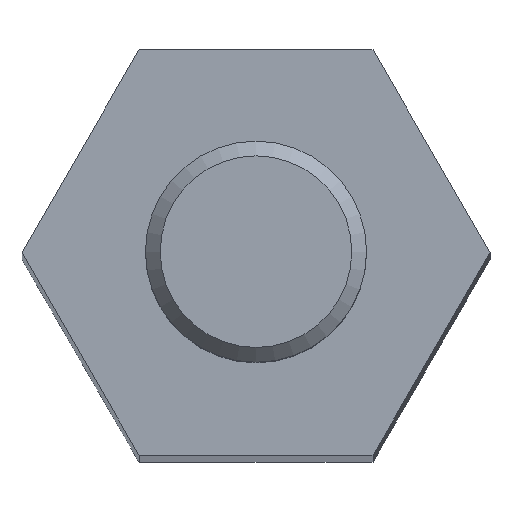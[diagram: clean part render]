
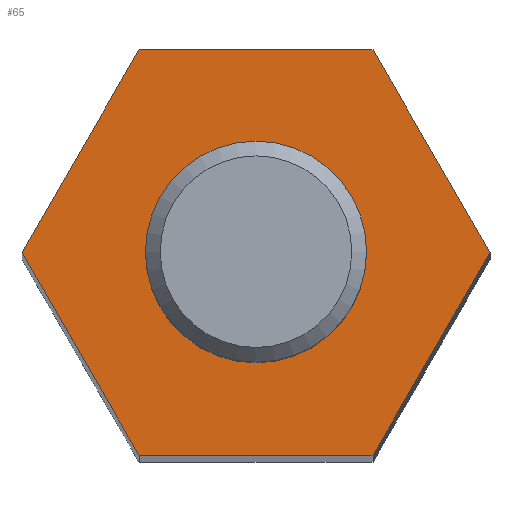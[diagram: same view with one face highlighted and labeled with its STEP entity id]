
A CAD part, top view. The second image highlights one B-rep face of the part: STEP entity #65.
In plain terms, the highlighted planar face has unit normal (0, 0, 1).
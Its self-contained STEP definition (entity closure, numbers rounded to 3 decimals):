
#65 = ADVANCED_FACE( '', ( #144, #145 ), #146, .T. );
#144 = FACE_BOUND( '', #238, .T. );
#145 = FACE_OUTER_BOUND( '', #239, .T. );
#146 = PLANE( '', #240 );
#238 = EDGE_LOOP( '', ( #359 ) );
#239 = EDGE_LOOP( '', ( #360, #361, #362, #363, #364, #365 ) );
#240 = AXIS2_PLACEMENT_3D( '', #366, #367, #368 );
#359 = ORIENTED_EDGE( '', *, *, #497, .T. );
#360 = ORIENTED_EDGE( '', *, *, #505, .T. );
#361 = ORIENTED_EDGE( '', *, *, #514, .T. );
#362 = ORIENTED_EDGE( '', *, *, #515, .T. );
#363 = ORIENTED_EDGE( '', *, *, #483, .T. );
#364 = ORIENTED_EDGE( '', *, *, #516, .T. );
#365 = ORIENTED_EDGE( '', *, *, #517, .T. );
#366 = CARTESIAN_POINT( '', ( 0., 0., 55. ) );
#367 = DIRECTION( '', ( 0., 0., 1. ) );
#368 = DIRECTION( '', ( 1., 0., 0. ) );
#483 = EDGE_CURVE( '', #553, #551, #554, .T. );
#497 = EDGE_CURVE( '', #575, #575, #576, .F. );
#505 = EDGE_CURVE( '', #589, #587, #590, .T. );
#514 = EDGE_CURVE( '', #587, #600, #601, .T. );
#515 = EDGE_CURVE( '', #600, #553, #602, .T. );
#516 = EDGE_CURVE( '', #551, #603, #604, .T. );
#517 = EDGE_CURVE( '', #603, #589, #605, .T. );
#551 = VERTEX_POINT( '', #653 );
#553 = VERTEX_POINT( '', #656 );
#554 = LINE( '', #657, #658 );
#575 = VERTEX_POINT( '', #694 );
#576 = CIRCLE( '', #695, 1.267 );
#587 = VERTEX_POINT( '', #713 );
#589 = VERTEX_POINT( '', #716 );
#590 = LINE( '', #717, #718 );
#600 = VERTEX_POINT( '', #741 );
#601 = LINE( '', #742, #743 );
#602 = LINE( '', #744, #745 );
#603 = VERTEX_POINT( '', #746 );
#604 = LINE( '', #747, #748 );
#605 = LINE( '', #749, #750 );
#653 = CARTESIAN_POINT( '', ( 1.588, -2.75, 55. ) );
#656 = CARTESIAN_POINT( '', ( -1.588, -2.75, 55. ) );
#657 = CARTESIAN_POINT( '', ( -1.588, -2.75, 55. ) );
#658 = VECTOR( '', #826, 1000. );
#694 = CARTESIAN_POINT( '', ( 1.267, 0., 55. ) );
#695 = AXIS2_PLACEMENT_3D( '', #849, #850, #851 );
#713 = CARTESIAN_POINT( '', ( -1.588, 2.75, 55. ) );
#716 = CARTESIAN_POINT( '', ( 1.588, 2.75, 55. ) );
#717 = CARTESIAN_POINT( '', ( 1.588, 2.75, 55. ) );
#718 = VECTOR( '', #862, 1000. );
#741 = CARTESIAN_POINT( '', ( -3.175, 0., 55. ) );
#742 = CARTESIAN_POINT( '', ( -1.588, 2.75, 55. ) );
#743 = VECTOR( '', #867, 1000. );
#744 = CARTESIAN_POINT( '', ( -3.175, 0., 55. ) );
#745 = VECTOR( '', #868, 1000. );
#746 = CARTESIAN_POINT( '', ( 3.175, 0., 55. ) );
#747 = CARTESIAN_POINT( '', ( 1.588, -2.75, 55. ) );
#748 = VECTOR( '', #869, 1000. );
#749 = CARTESIAN_POINT( '', ( 3.175, 0., 55. ) );
#750 = VECTOR( '', #870, 1000. );
#826 = DIRECTION( '', ( 1., 0., 0. ) );
#849 = CARTESIAN_POINT( '', ( 0., 0., 55. ) );
#850 = DIRECTION( '', ( 0., 0., 1. ) );
#851 = DIRECTION( '', ( 1., 0., 0. ) );
#862 = DIRECTION( '', ( -1., 0., 0. ) );
#867 = DIRECTION( '', ( -0.5, -0.866, 0. ) );
#868 = DIRECTION( '', ( 0.5, -0.866, 0. ) );
#869 = DIRECTION( '', ( 0.5, 0.866, 0. ) );
#870 = DIRECTION( '', ( -0.5, 0.866, 0. ) );
